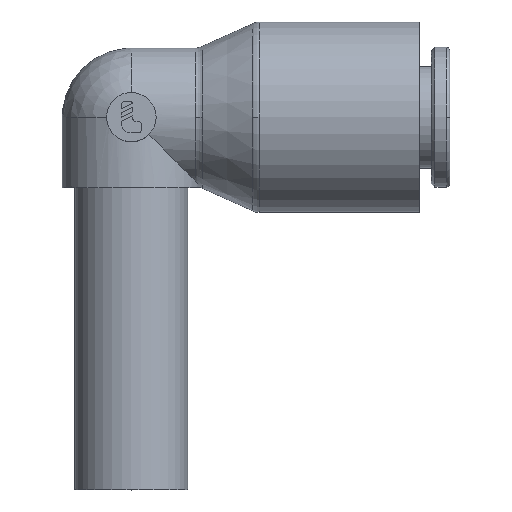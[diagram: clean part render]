
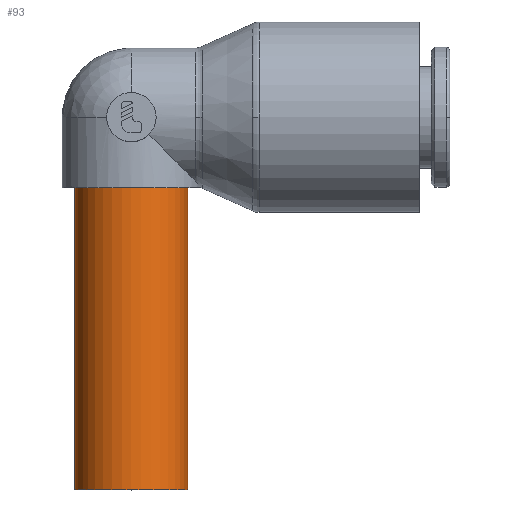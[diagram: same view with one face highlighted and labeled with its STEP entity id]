
A CAD part, top view. The second image highlights one B-rep face of the part: STEP entity #93.
In plain terms, the highlighted cylindrical face has radius 4 mm (diameter 8 mm), a partial arc.
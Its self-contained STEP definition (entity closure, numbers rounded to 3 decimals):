
#93=ADVANCED_FACE('',(#204),#205,.T.);
#204=FACE_OUTER_BOUND('',#330,.T.);
#205=CYLINDRICAL_SURFACE('',#331,4.0);
#330=EDGE_LOOP('',(#746,#747,#748,#749));
#331=AXIS2_PLACEMENT_3D('',#750,#751,#752);
#746=ORIENTED_EDGE('',*,*,#870,.T.);
#747=ORIENTED_EDGE('',*,*,#979,.T.);
#748=ORIENTED_EDGE('',*,*,#872,.T.);
#749=ORIENTED_EDGE('',*,*,#980,.F.);
#750=CARTESIAN_POINT('',(0.0,-13.2,0.0));
#751=DIRECTION('',(-0.0,1.0,0.0));
#752=DIRECTION('',(1.0,0.0,0.0));
#870=EDGE_CURVE('',#1049,#1050,#1051,.T.);
#872=EDGE_CURVE('',#1054,#1052,#1055,.T.);
#979=EDGE_CURVE('',#1050,#1054,#1231,.T.);
#980=EDGE_CURVE('',#1049,#1052,#1232,.T.);
#1049=VERTEX_POINT('',#1312);
#1050=VERTEX_POINT('',#1313);
#1051=LINE('',#1314,#1315);
#1052=VERTEX_POINT('',#1316);
#1054=VERTEX_POINT('',#1318);
#1055=LINE('',#1319,#1320);
#1231=CIRCLE('',#1800,4.0);
#1232=CIRCLE('',#1801,4.0);
#1312=CARTESIAN_POINT('',(4.0,-26.4,0.0));
#1313=CARTESIAN_POINT('',(4.0,-5.0,0.));
#1314=CARTESIAN_POINT('',(4.0,-13.2,0.));
#1315=VECTOR('',#1886,1.0);
#1316=CARTESIAN_POINT('',(-4.0,-26.4,0.));
#1318=CARTESIAN_POINT('',(-4.0,-5.0,0.));
#1319=CARTESIAN_POINT('',(-4.0,-13.2,0.));
#1320=VECTOR('',#1890,1.0);
#1800=AXIS2_PLACEMENT_3D('',#2067,#2068,#2069);
#1801=AXIS2_PLACEMENT_3D('',#2070,#2071,#2072);
#1886=DIRECTION('',(0.0,1.0,0.0));
#1890=DIRECTION('',(-0.0,-1.0,-0.0));
#2067=CARTESIAN_POINT('',(0.0,-5.0,0.0));
#2068=DIRECTION('',(0.0,-1.0,0.0));
#2069=DIRECTION('',(1.0,0.0,0.0));
#2070=CARTESIAN_POINT('',(0.0,-26.4,0.0));
#2071=DIRECTION('',(0.0,-1.0,0.0));
#2072=DIRECTION('',(1.0,0.0,0.0));
